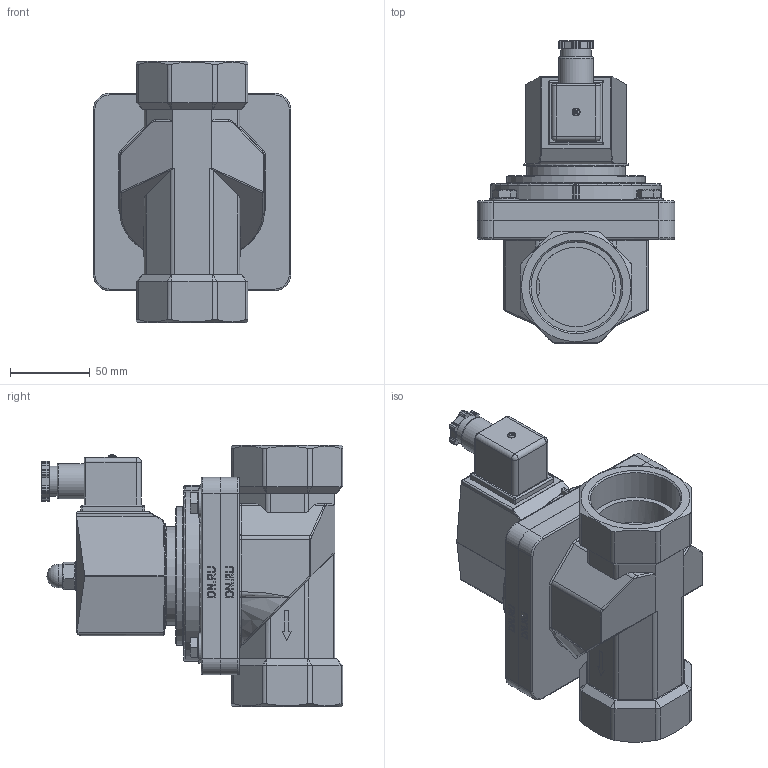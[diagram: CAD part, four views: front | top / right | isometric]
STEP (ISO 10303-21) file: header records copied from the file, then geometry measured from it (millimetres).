
FILE_DESCRIPTION(/* description */ (''),/* implementation_level */ '2;1');
FILE_NAME(/* name */ 'DN50_3D_STEP.stp',/* time_stamp */ '2025-07-21T17:54:56+03:00',/* author */ ('igorr'),/* organization */ (''),/* preprocessor_version */ 'ST-DEVELOPER v20',/* originating_system */ 'Autodesk Inventor 2025',/* authorisation */ '');
FILE_SCHEMA (('AUTOMOTIVE_DESIGN { 1 0 10303 214 3 1 1 }'));
Length unit declared in the file: millimetre
Products named in the file (6): Сборка1; Деталь1; AS 1427 - M2,5 x 4; AS 1237 - 10; AS 1110 - M8 x 12; DIN 1587 - M10 - SW16
Assembly tree (12 placements, depth 2):
  Сборка1
    Деталь1
    AS 1427 - M2,5 x 4
    AS 1237 - 10  x5
    AS 1110 - M8 x 12  x4
    DIN 1587 - M10 - SW16
Bounding box: 124.1 x 189.63 x 164 mm (x, y, z)
Volume: 1223116.8 mm3; surface area: 158404.1 mm2
Topology: 12 solids, 12 shells, 761 faces, 1834 edges, 1132 vertices
Faces by surface type: plane 343, cylinder 204, bspline 94, cone 66, torus 42, sphere 12
Full cylindrical faces by diameter (mm): 2.224 x1, 2.5 x1, 3 x1, 6 x4, 8 x4, 8.376 x1, 10 x5, 10.5 x5, 13 x4, 15 x2, 18 x5, 19 x1, 22 x1, 44.027 x1, 50 x2, 56.657 x2, 61.965 x1, 65.716 x1, 85.078 x1, 87.078 x1
Entity records: 22451 total; most frequent: CARTESIAN_POINT 6203, ORIENTED_EDGE 3280, DIRECTION 3103, EDGE_CURVE 1640, AXIS2_PLACEMENT_3D 1116, VERTEX_POINT 1026, LINE 871, VECTOR 871
